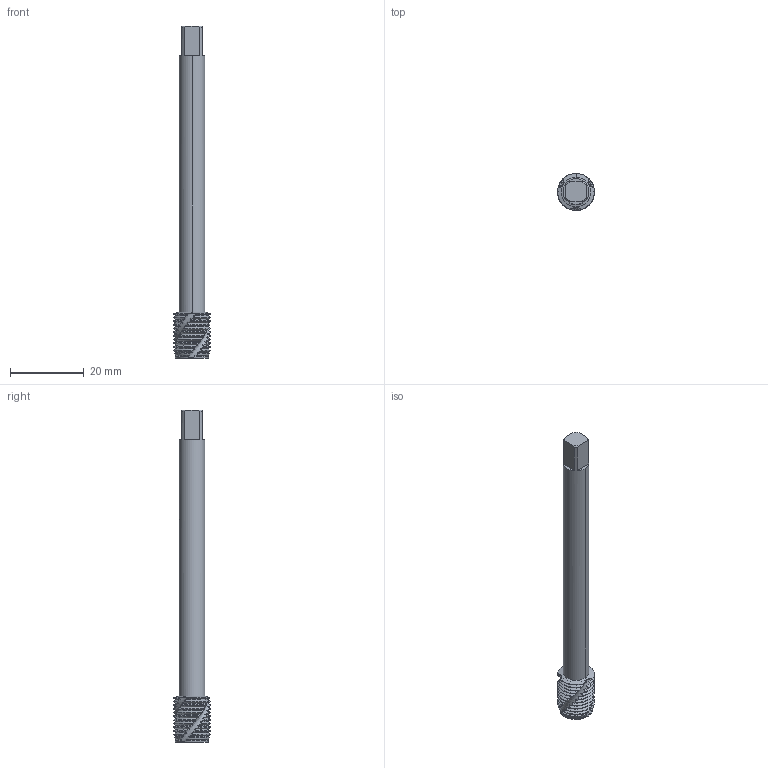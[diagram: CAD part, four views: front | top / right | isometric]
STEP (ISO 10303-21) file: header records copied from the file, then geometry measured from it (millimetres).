
FILE_DESCRIPTION(('no description'),'unknown implementation level');
FILE_NAME('solidcf9TRzFb0lTAAWaRBTY4huXMovg_1.STP',' ',('CIM GmbH Aachen'),('CADClick - KiM GmbH - www.kimweb.de'),'unknown preprocess','ACIS','unknown authorization');
FILE_SCHEMA(('automotive_design'));
Length unit declared in the file: millimetre
Products named in the file (2): 1; 2
Bounding box: 10 x 10 x 90 mm (x, y, z)
Volume: 3730.9 mm3; surface area: 3038.7 mm2
Topology: 2 solids, 2 shells, 278 faces, 780 edges, 506 vertices
Faces by surface type: cone 136, cylinder 116, plane 17, bspline 6, revolution 3
Entity records: 21972 total; most frequent: CARTESIAN_POINT 6542, STYLED_ITEM 1566, PRESENTATION_STYLE_ASSIGNMENT 1566, COLOUR_RGB 1566, ORIENTED_EDGE 1560, DIRECTION 1283, EDGE_CURVE 780, CURVE_STYLE 780
